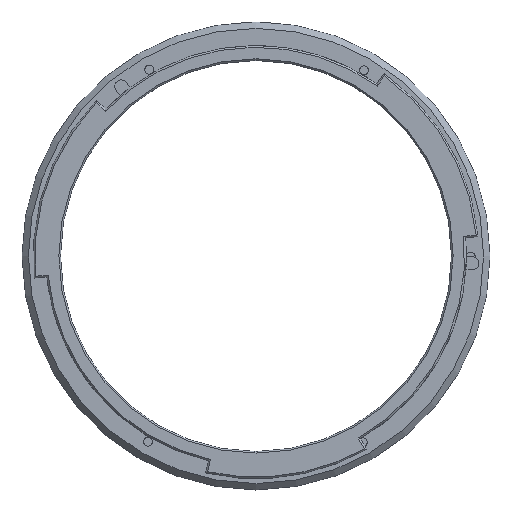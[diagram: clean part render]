
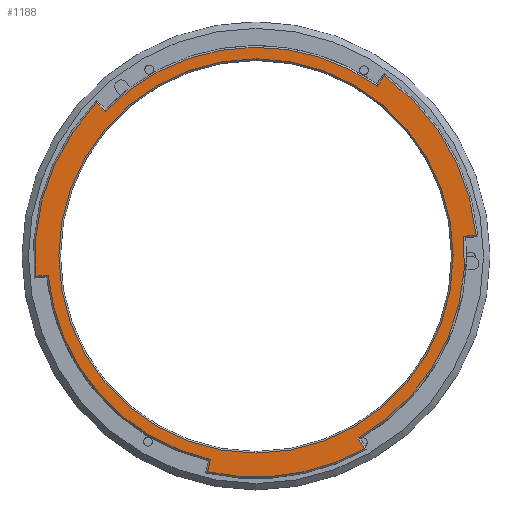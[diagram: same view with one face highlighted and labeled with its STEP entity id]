
A CAD part, top view. The second image highlights one B-rep face of the part: STEP entity #1188.
In plain terms, the highlighted planar face has unit normal (0, 0, 1).
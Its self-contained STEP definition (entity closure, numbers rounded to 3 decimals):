
#67=LINE('',#1737,#113);
#68=LINE('',#1741,#114);
#69=LINE('',#1745,#115);
#70=LINE('',#1749,#116);
#71=LINE('',#1753,#117);
#72=LINE('',#1757,#118);
#113=VECTOR('',#1483,1000.);
#114=VECTOR('',#1486,1000.);
#115=VECTOR('',#1489,1000.);
#116=VECTOR('',#1492,1000.);
#117=VECTOR('',#1495,1000.);
#118=VECTOR('',#1498,1000.);
#156=PLANE('',#1283);
#268=ORIENTED_EDGE('',*,*,#446,.T.);
#269=ORIENTED_EDGE('',*,*,#447,.T.);
#270=ORIENTED_EDGE('',*,*,#448,.T.);
#271=ORIENTED_EDGE('',*,*,#449,.T.);
#272=ORIENTED_EDGE('',*,*,#450,.T.);
#273=ORIENTED_EDGE('',*,*,#451,.T.);
#274=ORIENTED_EDGE('',*,*,#452,.T.);
#275=ORIENTED_EDGE('',*,*,#453,.T.);
#276=ORIENTED_EDGE('',*,*,#454,.T.);
#277=ORIENTED_EDGE('',*,*,#455,.T.);
#278=ORIENTED_EDGE('',*,*,#456,.T.);
#279=ORIENTED_EDGE('',*,*,#457,.T.);
#280=ORIENTED_EDGE('',*,*,#458,.T.);
#446=EDGE_CURVE('',#537,#538,#591,.F.);
#447=EDGE_CURVE('',#538,#539,#67,.T.);
#448=EDGE_CURVE('',#539,#540,#592,.F.);
#449=EDGE_CURVE('',#540,#541,#68,.T.);
#450=EDGE_CURVE('',#541,#542,#593,.F.);
#451=EDGE_CURVE('',#542,#543,#69,.T.);
#452=EDGE_CURVE('',#543,#544,#594,.F.);
#453=EDGE_CURVE('',#544,#545,#70,.T.);
#454=EDGE_CURVE('',#545,#546,#595,.F.);
#455=EDGE_CURVE('',#546,#547,#71,.T.);
#456=EDGE_CURVE('',#547,#548,#596,.F.);
#457=EDGE_CURVE('',#548,#537,#72,.T.);
#458=EDGE_CURVE('',#549,#549,#597,.T.);
#537=VERTEX_POINT('',#1735);
#538=VERTEX_POINT('',#1736);
#539=VERTEX_POINT('',#1738);
#540=VERTEX_POINT('',#1740);
#541=VERTEX_POINT('',#1742);
#542=VERTEX_POINT('',#1744);
#543=VERTEX_POINT('',#1746);
#544=VERTEX_POINT('',#1748);
#545=VERTEX_POINT('',#1750);
#546=VERTEX_POINT('',#1752);
#547=VERTEX_POINT('',#1754);
#548=VERTEX_POINT('',#1756);
#549=VERTEX_POINT('',#1759);
#591=CIRCLE('',#1284,32.55);
#592=CIRCLE('',#1285,34.5);
#593=CIRCLE('',#1286,32.55);
#594=CIRCLE('',#1287,34.5);
#595=CIRCLE('',#1288,32.55);
#596=CIRCLE('',#1289,34.5);
#597=CIRCLE('',#1290,30.75);
#641=EDGE_LOOP('',(#268,#269,#270,#271,#272,#273,#274,#275,#276,#277,#278,
#279));
#642=EDGE_LOOP('',(#280));
#719=FACE_BOUND('',#641,.T.);
#720=FACE_BOUND('',#642,.T.);
#1188=ADVANCED_FACE('',(#719,#720),#156,.F.);
#1283=AXIS2_PLACEMENT_3D('',#1733,#1479,#1480);
#1284=AXIS2_PLACEMENT_3D('',#1734,#1481,#1482);
#1285=AXIS2_PLACEMENT_3D('',#1739,#1484,#1485);
#1286=AXIS2_PLACEMENT_3D('',#1743,#1487,#1488);
#1287=AXIS2_PLACEMENT_3D('',#1747,#1490,#1491);
#1288=AXIS2_PLACEMENT_3D('',#1751,#1493,#1494);
#1289=AXIS2_PLACEMENT_3D('',#1755,#1496,#1497);
#1290=AXIS2_PLACEMENT_3D('',#1758,#1499,#1500);
#1479=DIRECTION('',(0.,0.,-1.));
#1480=DIRECTION('',(-1.,0.,0.));
#1481=DIRECTION('',(0.,0.,-1.));
#1482=DIRECTION('',(-1.,0.,0.));
#1483=DIRECTION('',(0.996,0.086,0.));
#1484=DIRECTION('',(0.,0.,-1.));
#1485=DIRECTION('',(-1.,0.,0.));
#1486=DIRECTION('',(-0.575,-0.818,0.));
#1487=DIRECTION('',(0.,0.,-1.));
#1488=DIRECTION('',(-1.,0.,0.));
#1489=DIRECTION('',(-0.716,0.698,0.));
#1490=DIRECTION('',(0.,0.,-1.));
#1491=DIRECTION('',(-1.,0.,0.));
#1492=DIRECTION('',(0.995,0.099,0.));
#1493=DIRECTION('',(0.,0.,-1.));
#1494=DIRECTION('',(-1.,0.,0.));
#1495=DIRECTION('',(-0.226,-0.974,0.));
#1496=DIRECTION('',(0.,0.,-1.));
#1497=DIRECTION('',(-1.,0.,0.));
#1498=DIRECTION('',(-0.496,0.868,0.));
#1499=DIRECTION('',(0.,0.,-1.));
#1500=DIRECTION('',(-1.,0.,0.));
#1733=CARTESIAN_POINT('',(0.,0.,-35.95));
#1734=CARTESIAN_POINT('',(0.,0.,-35.95));
#1735=CARTESIAN_POINT('',(15.921,-28.391,-35.95));
#1736=CARTESIAN_POINT('',(32.406,3.062,-35.95));
#1737=CARTESIAN_POINT('',(-0.022,0.249,-35.95));
#1738=CARTESIAN_POINT('',(34.348,3.23,-35.95));
#1739=CARTESIAN_POINT('',(0.,0.,-35.95));
#1740=CARTESIAN_POINT('',(20.032,28.089,-35.95));
#1741=CARTESIAN_POINT('',(0.205,-0.144,-35.95));
#1742=CARTESIAN_POINT('',(18.911,26.493,-35.95));
#1743=CARTESIAN_POINT('',(0.,0.,-35.95));
#1744=CARTESIAN_POINT('',(-23.479,22.544,-35.95));
#1745=CARTESIAN_POINT('',(-0.175,-0.179,-35.95));
#1746=CARTESIAN_POINT('',(-24.875,23.906,-35.95));
#1747=CARTESIAN_POINT('',(0.,0.,-35.95));
#1748=CARTESIAN_POINT('',(-34.354,-3.174,-35.95));
#1749=CARTESIAN_POINT('',(-0.025,0.249,-35.95));
#1750=CARTESIAN_POINT('',(-32.413,-2.98,-35.95));
#1751=CARTESIAN_POINT('',(0.,0.,-35.95));
#1752=CARTESIAN_POINT('',(-7.104,-31.765,-35.95));
#1753=CARTESIAN_POINT('',(0.244,-0.056,-35.95));
#1754=CARTESIAN_POINT('',(-7.545,-33.665,-35.95));
#1755=CARTESIAN_POINT('',(0.,0.,-35.95));
#1756=CARTESIAN_POINT('',(16.888,-30.084,-35.95));
#1757=CARTESIAN_POINT('',(-0.217,-0.124,-35.95));
#1758=CARTESIAN_POINT('',(0.,0.,-35.95));
#1759=CARTESIAN_POINT('',(-30.75,0.,-35.95));
